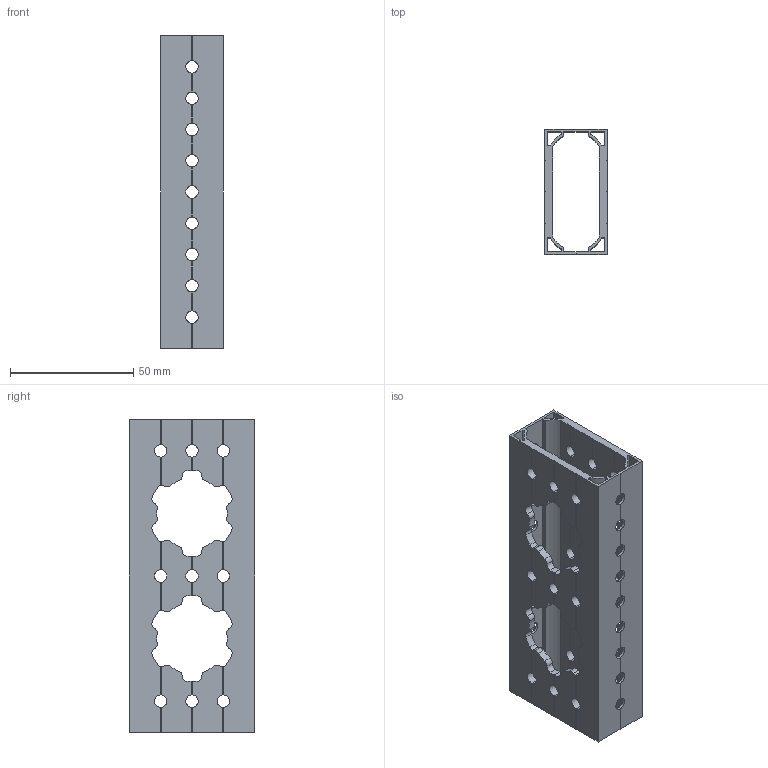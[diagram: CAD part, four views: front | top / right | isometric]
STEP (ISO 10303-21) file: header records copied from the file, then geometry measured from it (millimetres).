
FILE_DESCRIPTION (( 'STEP AP203' ), '1' );
FILE_NAME ('REV-21-2164.STEP', '2022-04-27T19:44:17', ( '' ), ( '' ), 'SwSTEP 2.0', 'SolidWorks 2022', '' );
FILE_SCHEMA (( 'CONFIG_CONTROL_DESIGN' ));
Length unit declared in the file: inch
Products named in the file (1): REV-21-2164
Bounding box: 25.4 x 50.8 x 127 mm (x, y, z)
Volume: 32154.5 mm3; surface area: 41011.6 mm2
Topology: 1 solids, 1 shells, 490 faces, 1534 edges, 984 vertices
Faces by surface type: cylinder 254, plane 236
Entity records: 17317 total; most frequent: CARTESIAN_POINT 3945, ORIENTED_EDGE 3068, DIRECTION 2752, EDGE_CURVE 1534, AXIS2_PLACEMENT_3D 1039, VERTEX_POINT 984, LINE 674, VECTOR 674
